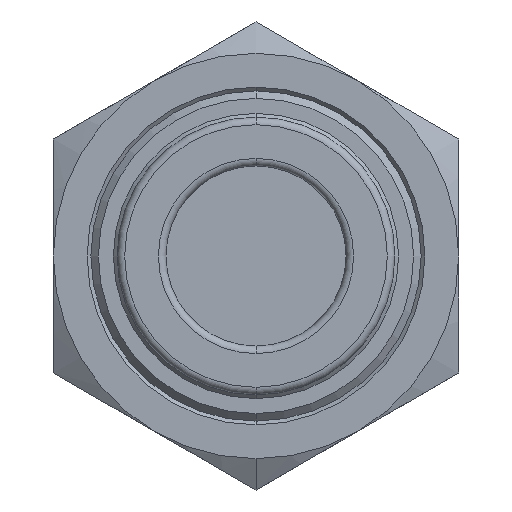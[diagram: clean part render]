
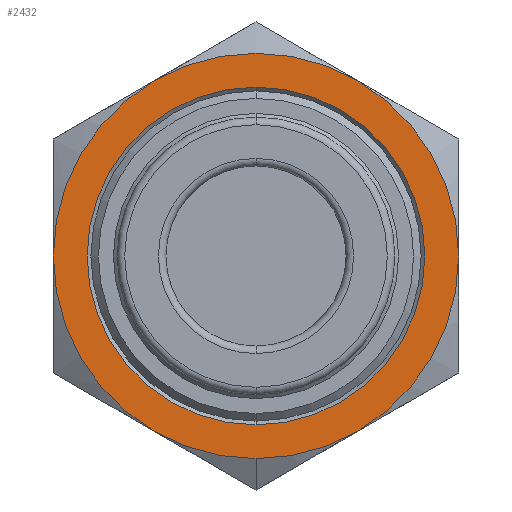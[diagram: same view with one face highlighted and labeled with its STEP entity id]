
A CAD part, left-side view. The second image highlights one B-rep face of the part: STEP entity #2432.
In plain terms, the highlighted face is planar.
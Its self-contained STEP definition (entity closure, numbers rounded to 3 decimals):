
#38 = VERTEX_POINT ( 'NONE', #1486 ) ;
#49 = VERTEX_POINT ( 'NONE', #166 ) ;
#93 = CARTESIAN_POINT ( 'NONE',  ( 0., 0., 3.5 ) ) ;
#144 = CARTESIAN_POINT ( 'NONE',  ( -13.5, 0., 3.5 ) ) ;
#162 = VERTEX_POINT ( 'NONE', #1460 ) ;
#166 = CARTESIAN_POINT ( 'NONE',  ( 0., 13.5, 3.5 ) ) ;
#264 = EDGE_LOOP ( 'NONE', ( #1941, #2250 ) ) ;
#272 = ORIENTED_EDGE ( 'NONE', *, *, #1011, .T. ) ;
#335 = AXIS2_PLACEMENT_3D ( 'NONE', #875, #874, #867 ) ;
#384 = CARTESIAN_POINT ( 'NONE',  ( 0., 0., 3.5 ) ) ;
#443 = CIRCLE ( 'NONE', #2340, 13.5 ) ;
#451 = ORIENTED_EDGE ( 'NONE', *, *, #2591, .T. ) ;
#536 = AXIS2_PLACEMENT_3D ( 'NONE', #1417, #1415, #1409 ) ;
#550 = ORIENTED_EDGE ( 'NONE', *, *, #2451, .T. ) ;
#594 = AXIS2_PLACEMENT_3D ( 'NONE', #384, #2634, #658 ) ;
#612 = DIRECTION ( 'NONE',  ( 0., 0., 1. ) ) ;
#618 = CIRCLE ( 'NONE', #1434, 11.25 ) ;
#658 = DIRECTION ( 'NONE',  ( 1., 0., 0. ) ) ;
#662 = DIRECTION ( 'NONE',  ( 1., 0., 0. ) ) ;
#783 = CARTESIAN_POINT ( 'NONE',  ( 11.25, 0., 3.5 ) ) ;
#815 = EDGE_CURVE ( 'NONE', #162, #1136, #1901, .T. ) ;
#816 = CARTESIAN_POINT ( 'NONE',  ( 11.691, 6.75, 3.5 ) ) ;
#833 = DIRECTION ( 'NONE',  ( 0., 0., 1. ) ) ;
#867 = DIRECTION ( 'NONE',  ( 1., 0., 0. ) ) ;
#874 = DIRECTION ( 'NONE',  ( 0., 0., 1. ) ) ;
#875 = CARTESIAN_POINT ( 'NONE',  ( 0., 0., 3.5 ) ) ;
#898 = EDGE_CURVE ( 'NONE', #1136, #49, #1414, .T. ) ;
#984 = DIRECTION ( 'NONE',  ( 0., 0., 1. ) ) ;
#989 = CIRCLE ( 'NONE', #536, 11.25 ) ;
#994 = CARTESIAN_POINT ( 'NONE',  ( 0., 0., 3.5 ) ) ;
#999 = VERTEX_POINT ( 'NONE', #783 ) ;
#1011 = EDGE_CURVE ( 'NONE', #49, #2124, #1859, .T. ) ;
#1020 = CARTESIAN_POINT ( 'NONE',  ( 0., 0., 3.5 ) ) ;
#1046 = AXIS2_PLACEMENT_3D ( 'NONE', #93, #833, #1269 ) ;
#1048 = DIRECTION ( 'NONE',  ( 0., 0., -1. ) ) ;
#1055 = DIRECTION ( 'NONE',  ( 1., 0., 0. ) ) ;
#1061 = DIRECTION ( 'NONE',  ( 0., 0., 1. ) ) ;
#1067 = CARTESIAN_POINT ( 'NONE',  ( 0., 0., 3.5 ) ) ;
#1087 = AXIS2_PLACEMENT_3D ( 'NONE', #1125, #1109, #1105 ) ;
#1105 = DIRECTION ( 'NONE',  ( 1., 0., 0. ) ) ;
#1109 = DIRECTION ( 'NONE',  ( 0., 0., 1. ) ) ;
#1113 = DIRECTION ( 'NONE',  ( 1., 0., 0. ) ) ;
#1125 = CARTESIAN_POINT ( 'NONE',  ( 15.588, 0., 3.5 ) ) ;
#1136 = VERTEX_POINT ( 'NONE', #816 ) ;
#1156 = PLANE ( 'NONE',  #1087 ) ;
#1177 = CARTESIAN_POINT ( 'NONE',  ( 0., 0., 3.5 ) ) ;
#1261 = FACE_BOUND ( 'NONE', #264, .T. ) ;
#1269 = DIRECTION ( 'NONE',  ( 1., 0., 0. ) ) ;
#1270 = AXIS2_PLACEMENT_3D ( 'NONE', #1177, #612, #1272 ) ;
#1272 = DIRECTION ( 'NONE',  ( 1., 0., 0. ) ) ;
#1347 = CIRCLE ( 'NONE', #1553, 13.5 ) ;
#1363 = CARTESIAN_POINT ( 'NONE',  ( -11.25, 0., 3.5 ) ) ;
#1367 = EDGE_CURVE ( 'NONE', #2124, #1500, #2234, .T. ) ;
#1409 = DIRECTION ( 'NONE',  ( 1., 0., 0. ) ) ;
#1414 = CIRCLE ( 'NONE', #1046, 13.5 ) ;
#1415 = DIRECTION ( 'NONE',  ( 0., 0., -1. ) ) ;
#1417 = CARTESIAN_POINT ( 'NONE',  ( 0., 0., 3.5 ) ) ;
#1434 = AXIS2_PLACEMENT_3D ( 'NONE', #1020, #1048, #1113 ) ;
#1445 = EDGE_CURVE ( 'NONE', #1510, #999, #618, .T. ) ;
#1460 = CARTESIAN_POINT ( 'NONE',  ( 11.691, -6.75, 3.5 ) ) ;
#1486 = CARTESIAN_POINT ( 'NONE',  ( 0., -13.5, 3.5 ) ) ;
#1500 = VERTEX_POINT ( 'NONE', #144 ) ;
#1510 = VERTEX_POINT ( 'NONE', #1363 ) ;
#1553 = AXIS2_PLACEMENT_3D ( 'NONE', #2414, #2410, #2398 ) ;
#1595 = AXIS2_PLACEMENT_3D ( 'NONE', #994, #984, #662 ) ;
#1638 = ORIENTED_EDGE ( 'NONE', *, *, #1367, .T. ) ;
#1678 = CARTESIAN_POINT ( 'NONE',  ( -11.691, 6.75, 3.5 ) ) ;
#1697 = ORIENTED_EDGE ( 'NONE', *, *, #898, .T. ) ;
#1788 = EDGE_CURVE ( 'NONE', #38, #162, #1347, .T. ) ;
#1859 = CIRCLE ( 'NONE', #594, 13.5 ) ;
#1901 = CIRCLE ( 'NONE', #1270, 13.5 ) ;
#1910 = VERTEX_POINT ( 'NONE', #1993 ) ;
#1941 = ORIENTED_EDGE ( 'NONE', *, *, #2264, .T. ) ;
#1980 = ORIENTED_EDGE ( 'NONE', *, *, #815, .T. ) ;
#1993 = CARTESIAN_POINT ( 'NONE',  ( -11.691, -6.75, 3.5 ) ) ;
#2099 = ORIENTED_EDGE ( 'NONE', *, *, #1788, .T. ) ;
#2119 = CIRCLE ( 'NONE', #335, 13.5 ) ;
#2124 = VERTEX_POINT ( 'NONE', #1678 ) ;
#2234 = CIRCLE ( 'NONE', #1595, 13.5 ) ;
#2250 = ORIENTED_EDGE ( 'NONE', *, *, #1445, .T. ) ;
#2264 = EDGE_CURVE ( 'NONE', #999, #1510, #989, .T. ) ;
#2340 = AXIS2_PLACEMENT_3D ( 'NONE', #1067, #1061, #1055 ) ;
#2398 = DIRECTION ( 'NONE',  ( 1., 0., 0. ) ) ;
#2409 = FACE_OUTER_BOUND ( 'NONE', #2628, .T. ) ;
#2410 = DIRECTION ( 'NONE',  ( 0., 0., 1. ) ) ;
#2414 = CARTESIAN_POINT ( 'NONE',  ( 0., 0., 3.5 ) ) ;
#2432 = ADVANCED_FACE ( 'NONE', ( #1261, #2409 ), #1156, .T. ) ;
#2451 = EDGE_CURVE ( 'NONE', #1910, #38, #443, .T. ) ;
#2591 = EDGE_CURVE ( 'NONE', #1500, #1910, #2119, .T. ) ;
#2628 = EDGE_LOOP ( 'NONE', ( #1980, #1697, #272, #1638, #451, #550, #2099 ) ) ;
#2634 = DIRECTION ( 'NONE',  ( 0., 0., 1. ) ) ;
